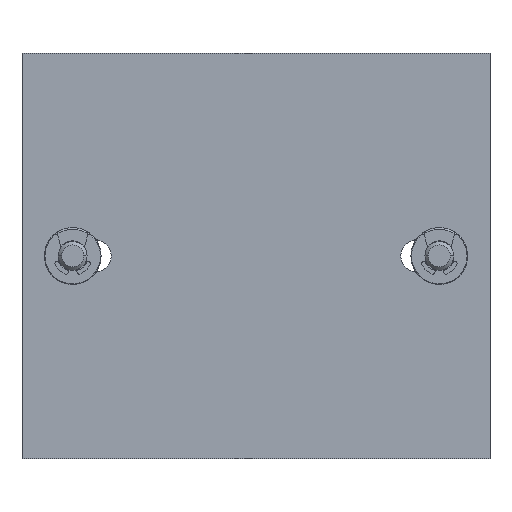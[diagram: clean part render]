
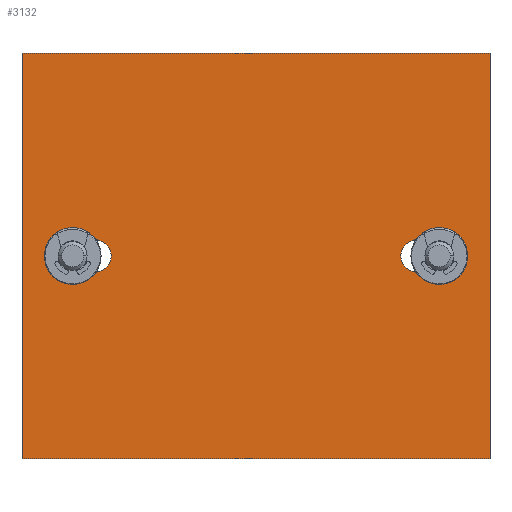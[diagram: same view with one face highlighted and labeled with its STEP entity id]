
A CAD part, top view. The second image highlights one B-rep face of the part: STEP entity #3132.
In plain terms, the highlighted planar face has unit normal (0, 0, 1).
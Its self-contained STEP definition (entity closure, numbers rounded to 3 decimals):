
#79=DIRECTION('',(1.,0.,0.));
#80=VECTOR('',#79,57.7);
#81=CARTESIAN_POINT('',(0.,0.,2.));
#82=LINE('',#81,#80);
#83=DIRECTION('',(0.,-1.,0.));
#84=VECTOR('',#83,50.);
#85=CARTESIAN_POINT('',(0.,50.,2.));
#86=LINE('',#85,#84);
#87=DIRECTION('',(-1.,0.,0.));
#88=VECTOR('',#87,57.7);
#89=CARTESIAN_POINT('',(57.7,50.,2.));
#90=LINE('',#89,#88);
#91=DIRECTION('',(0.,1.,0.));
#92=VECTOR('',#91,50.);
#93=CARTESIAN_POINT('',(57.7,0.,2.));
#94=LINE('',#93,#92);
#95=CARTESIAN_POINT('',(51.45,25.,2.));
#96=DIRECTION('',(0.,0.,1.));
#97=DIRECTION('',(1.,0.,0.));
#98=AXIS2_PLACEMENT_3D('',#95,#96,#97);
#100=CARTESIAN_POINT('',(48.7,25.,2.));
#101=DIRECTION('',(0.,0.,-1.));
#102=DIRECTION('',(-0.063,-0.998,0.));
#103=AXIS2_PLACEMENT_3D('',#100,#101,#102);
#105=CARTESIAN_POINT('',(51.45,25.,2.));
#106=DIRECTION('',(0.,0.,1.));
#107=DIRECTION('',(-0.821,-0.57,0.));
#108=AXIS2_PLACEMENT_3D('',#105,#106,#107);
#110=CARTESIAN_POINT('',(6.25,25.,2.));
#111=DIRECTION('',(0.,0.,1.));
#112=DIRECTION('',(0.821,0.57,0.));
#113=AXIS2_PLACEMENT_3D('',#110,#111,#112);
#115=CARTESIAN_POINT('',(6.25,25.,2.));
#116=DIRECTION('',(0.,0.,1.));
#117=DIRECTION('',(-1.,0.,0.));
#118=AXIS2_PLACEMENT_3D('',#115,#116,#117);
#120=CARTESIAN_POINT('',(9.,25.,2.));
#121=DIRECTION('',(0.,0.,-1.));
#122=DIRECTION('',(0.063,0.998,0.));
#123=AXIS2_PLACEMENT_3D('',#120,#121,#122);
#2521=CARTESIAN_POINT('',(0.,0.,2.));
#2522=CARTESIAN_POINT('',(57.7,0.,2.));
#2523=VERTEX_POINT('',#2521);
#2524=VERTEX_POINT('',#2522);
#2525=CARTESIAN_POINT('',(57.7,50.,2.));
#2526=VERTEX_POINT('',#2525);
#2527=CARTESIAN_POINT('',(0.,50.,2.));
#2528=VERTEX_POINT('',#2527);
#2595=CARTESIAN_POINT('',(54.95,25.,2.));
#2596=CARTESIAN_POINT('',(48.575,26.996,2.));
#2597=VERTEX_POINT('',#2595);
#2598=VERTEX_POINT('',#2596);
#2599=CARTESIAN_POINT('',(48.575,23.004,2.));
#2600=VERTEX_POINT('',#2599);
#2619=CARTESIAN_POINT('',(9.125,26.996,2.));
#2620=CARTESIAN_POINT('',(2.75,25.,2.));
#2621=VERTEX_POINT('',#2619);
#2622=VERTEX_POINT('',#2620);
#2623=CARTESIAN_POINT('',(9.125,23.004,2.));
#2624=VERTEX_POINT('',#2623);
#3105=CARTESIAN_POINT('',(0.,0.,2.));
#3106=DIRECTION('',(0.,0.,1.));
#3107=DIRECTION('',(1.,0.,0.));
#3108=AXIS2_PLACEMENT_3D('',#3105,#3106,#3107);
#3109=PLANE('',#3108);
#3110=ORIENTED_EDGE('',*,*,#3057,.F.);
#3111=ORIENTED_EDGE('',*,*,#3072,.F.);
#3112=ORIENTED_EDGE('',*,*,#3086,.F.);
#3113=ORIENTED_EDGE('',*,*,#3099,.F.);
#3114=EDGE_LOOP('',(#3110,#3111,#3112,#3113));
#3115=FACE_OUTER_BOUND('',#3114,.F.);
#3117=ORIENTED_EDGE('',*,*,#3116,.T.);
#3119=ORIENTED_EDGE('',*,*,#3118,.F.);
#3121=ORIENTED_EDGE('',*,*,#3120,.T.);
#3122=EDGE_LOOP('',(#3117,#3119,#3121));
#3123=FACE_BOUND('',#3122,.F.);
#3125=ORIENTED_EDGE('',*,*,#3124,.T.);
#3127=ORIENTED_EDGE('',*,*,#3126,.T.);
#3129=ORIENTED_EDGE('',*,*,#3128,.F.);
#3130=EDGE_LOOP('',(#3125,#3127,#3129));
#3131=FACE_BOUND('',#3130,.F.);
#3132=ADVANCED_FACE('',(#3115,#3123,#3131),#3109,.T.);
#99=CIRCLE('',#98,3.5);
#104=CIRCLE('',#103,2.);
#109=CIRCLE('',#108,3.5);
#114=CIRCLE('',#113,3.5);
#119=CIRCLE('',#118,3.5);
#124=CIRCLE('',#123,2.);
#3057=EDGE_CURVE('',#2523,#2524,#82,.T.);
#3072=EDGE_CURVE('',#2528,#2523,#86,.T.);
#3086=EDGE_CURVE('',#2526,#2528,#90,.T.);
#3099=EDGE_CURVE('',#2524,#2526,#94,.T.);
#3116=EDGE_CURVE('',#2597,#2598,#99,.T.);
#3118=EDGE_CURVE('',#2600,#2598,#104,.T.);
#3120=EDGE_CURVE('',#2600,#2597,#109,.T.);
#3124=EDGE_CURVE('',#2621,#2622,#114,.T.);
#3126=EDGE_CURVE('',#2622,#2624,#119,.T.);
#3128=EDGE_CURVE('',#2621,#2624,#124,.T.);
